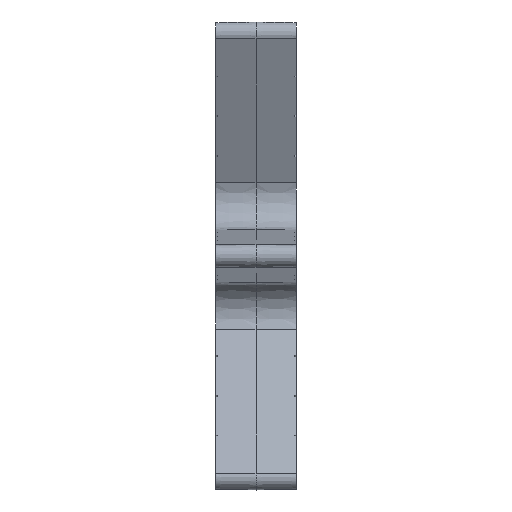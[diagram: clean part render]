
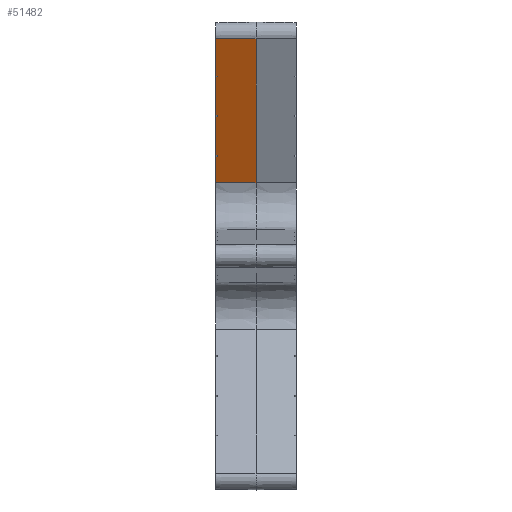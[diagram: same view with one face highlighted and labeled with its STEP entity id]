
A CAD part, front view. The second image highlights one B-rep face of the part: STEP entity #51482.
In plain terms, the highlighted planar face has unit normal (-0.018, -0.909, -0.417).
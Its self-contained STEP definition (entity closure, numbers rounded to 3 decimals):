
#461 = PLANE ( 'NONE',  #13219 ) ;
#812 = EDGE_CURVE ( 'NONE', #11204, #53688, #49422, .T. ) ;
#1051 = EDGE_LOOP ( 'NONE', ( #7217, #39082, #52258, #14859, #33238, #19173, #22411, #46835, #53346, #35498, #54684, #18485, #13203 ) ) ;
#3267 = B_SPLINE_CURVE_WITH_KNOTS ( 'NONE', 3,
 ( #4546, #35960, #18330, #13930 ),
 .UNSPECIFIED., .F., .F.,
 ( 4, 4 ),
 ( 0.004, 0.005 ),
 .UNSPECIFIED. ) ;
#3666 = CARTESIAN_POINT ( 'NONE',  ( -11.906, -30.582, 41.809 ) ) ;
#3842 = CARTESIAN_POINT ( 'NONE',  ( -11.406, -35.766, 53.074 ) ) ;
#4386 = VERTEX_POINT ( 'NONE', #3666 ) ;
#4546 = CARTESIAN_POINT ( 'NONE',  ( -11.906, -35.97, 53.539 ) ) ;
#4604 = CARTESIAN_POINT ( 'NONE',  ( 0., -9.583, -4.402 ) ) ;
#5268 = EDGE_CURVE ( 'NONE', #50483, #4386, #8084, .T. ) ;
#5798 = CARTESIAN_POINT ( 'NONE',  ( -11.906, -40.929, 64.335 ) ) ;
#6093 = VERTEX_POINT ( 'NONE', #9168 ) ;
#6545 = CARTESIAN_POINT ( 'NONE',  ( -11.906, -25.134, 29.951 ) ) ;
#7217 = ORIENTED_EDGE ( 'NONE', *, *, #29797, .F. ) ;
#8084 = LINE ( 'NONE', #35108, #8302 ) ;
#8302 = VECTOR ( 'NONE', #39523, 1000. ) ;
#8654 = VECTOR ( 'NONE', #50980, 1000. ) ;
#8953 = CARTESIAN_POINT ( 'NONE',  ( -11.906, -30.155, 40.881 ) ) ;
#9168 = CARTESIAN_POINT ( 'NONE',  ( 0., -41.118, 64.249 ) ) ;
#10899 = VECTOR ( 'NONE', #37410, 1000. ) ;
#11204 = VERTEX_POINT ( 'NONE', #41086 ) ;
#11609 = VERTEX_POINT ( 'NONE', #25130 ) ;
#11694 = EDGE_CURVE ( 'NONE', #49460, #38650, #43773, .T. ) ;
#11925 = EDGE_CURVE ( 'NONE', #32681, #11609, #19791, .T. ) ;
#11952 = CARTESIAN_POINT ( 'NONE',  ( -11.906, -9.394, -4.315 ) ) ;
#13203 = ORIENTED_EDGE ( 'NONE', *, *, #11925, .T. ) ;
#13219 = AXIS2_PLACEMENT_3D ( 'NONE', #4604, #17536, #22529 ) ;
#13930 = CARTESIAN_POINT ( 'NONE',  ( -11.406, -35.766, 53.074 ) ) ;
#14859 = ORIENTED_EDGE ( 'NONE', *, *, #39671, .T. ) ;
#15654 = CARTESIAN_POINT ( 'NONE',  ( -11.406, -24.925, 29.474 ) ) ;
#17536 = DIRECTION ( 'NONE',  ( -0.017, -0.909, -0.417 ) ) ;
#18110 = CARTESIAN_POINT ( 'NONE',  ( -11.573, -35.693, 52.922 ) ) ;
#18330 = CARTESIAN_POINT ( 'NONE',  ( -11.573, -35.834, 53.229 ) ) ;
#18485 = ORIENTED_EDGE ( 'NONE', *, *, #26371, .T. ) ;
#18650 = DIRECTION ( 'NONE',  ( -1., 0.016, 0.007 ) ) ;
#18928 = CARTESIAN_POINT ( 'NONE',  ( -11.906, -9.394, -4.315 ) ) ;
#19173 = ORIENTED_EDGE ( 'NONE', *, *, #55217, .T. ) ;
#19440 = CARTESIAN_POINT ( 'NONE',  ( -11.573, -24.85, 29.319 ) ) ;
#19791 = LINE ( 'NONE', #18928, #10899 ) ;
#20682 = CARTESIAN_POINT ( 'NONE',  ( -11.906, -30.582, 41.809 ) ) ;
#22411 = ORIENTED_EDGE ( 'NONE', *, *, #5268, .T. ) ;
#22529 = DIRECTION ( 'NONE',  ( 0., 0.417, -0.909 ) ) ;
#22817 = FACE_OUTER_BOUND ( 'NONE', #1051, .T. ) ;
#24465 = CARTESIAN_POINT ( 'NONE',  ( -11.74, -25.065, 29.792 ) ) ;
#25130 = CARTESIAN_POINT ( 'NONE',  ( -11.906, -21.389, 21.797 ) ) ;
#25482 = CARTESIAN_POINT ( 'NONE',  ( -11.906, -24.701, 29.008 ) ) ;
#25484 = EDGE_CURVE ( 'NONE', #6093, #50225, #43127, .T. ) ;
#26371 = EDGE_CURVE ( 'NONE', #53688, #32681, #42987, .T. ) ;
#27684 = DIRECTION ( 'NONE',  ( 0., -0.417, 0.909 ) ) ;
#27782 = CARTESIAN_POINT ( 'NONE',  ( -11.74, -35.62, 52.77 ) ) ;
#28063 = CARTESIAN_POINT ( 'NONE',  ( -11.406, -35.766, 53.074 ) ) ;
#28910 = EDGE_CURVE ( 'NONE', #39259, #6093, #40608, .T. ) ;
#29797 = EDGE_CURVE ( 'NONE', #39259, #11609, #32450, .T. ) ;
#29861 = DIRECTION ( 'NONE',  ( 0., 0.417, -0.909 ) ) ;
#29918 = DIRECTION ( 'NONE',  ( -1., 0.016, 0.007 ) ) ;
#30322 = CARTESIAN_POINT ( 'NONE',  ( -11.906, -30.155, 40.881 ) ) ;
#30725 = CARTESIAN_POINT ( 'NONE',  ( -11.74, -30.229, 41.034 ) ) ;
#30759 = CARTESIAN_POINT ( 'NONE',  ( -11.906, -35.547, 52.618 ) ) ;
#32450 = LINE ( 'NONE', #41536, #33531 ) ;
#32681 = VERTEX_POINT ( 'NONE', #25482 ) ;
#33238 = ORIENTED_EDGE ( 'NONE', *, *, #39895, .T. ) ;
#33318 = VERTEX_POINT ( 'NONE', #3842 ) ;
#33531 = VECTOR ( 'NONE', #18650, 1000. ) ;
#35108 = CARTESIAN_POINT ( 'NONE',  ( -11.906, -9.394, -4.315 ) ) ;
#35498 = ORIENTED_EDGE ( 'NONE', *, *, #38403, .T. ) ;
#35960 = CARTESIAN_POINT ( 'NONE',  ( -11.74, -35.902, 53.384 ) ) ;
#36201 = CARTESIAN_POINT ( 'NONE',  ( 0., -9.583, -4.402 ) ) ;
#36493 = CARTESIAN_POINT ( 'NONE',  ( -11.906, -24.701, 29.008 ) ) ;
#37410 = DIRECTION ( 'NONE',  ( 0., 0.417, -0.909 ) ) ;
#37465 = LINE ( 'NONE', #42725, #8654 ) ;
#37964 = CARTESIAN_POINT ( 'NONE',  ( -11.573, -24.995, 29.633 ) ) ;
#38296 = CARTESIAN_POINT ( 'NONE',  ( -11.74, -30.513, 41.653 ) ) ;
#38403 = EDGE_CURVE ( 'NONE', #38650, #11204, #52190, .T. ) ;
#38650 = VERTEX_POINT ( 'NONE', #30322 ) ;
#38922 = VECTOR ( 'NONE', #29861, 1000. ) ;
#39082 = ORIENTED_EDGE ( 'NONE', *, *, #28910, .T. ) ;
#39259 = VERTEX_POINT ( 'NONE', #45764 ) ;
#39523 = DIRECTION ( 'NONE',  ( 0., 0.417, -0.909 ) ) ;
#39671 = EDGE_CURVE ( 'NONE', #50225, #54393, #37465, .T. ) ;
#39895 = EDGE_CURVE ( 'NONE', #54393, #33318, #3267, .T. ) ;
#40064 = CARTESIAN_POINT ( 'NONE',  ( -11.406, -30.376, 41.34 ) ) ;
#40608 = LINE ( 'NONE', #36201, #45676 ) ;
#41086 = CARTESIAN_POINT ( 'NONE',  ( -11.906, -25.134, 29.951 ) ) ;
#41536 = CARTESIAN_POINT ( 'NONE',  ( 0., -21.578, 21.711 ) ) ;
#41898 = B_SPLINE_CURVE_WITH_KNOTS ( 'NONE', 3,
 ( #28063, #18110, #27782, #50106 ),
 .UNSPECIFIED., .F., .F.,
 ( 4, 4 ),
 ( 0.005, 0.005 ),
 .UNSPECIFIED. ) ;
#42725 = CARTESIAN_POINT ( 'NONE',  ( -11.906, -9.394, -4.315 ) ) ;
#42830 = CARTESIAN_POINT ( 'NONE',  ( 0., -41.118, 64.249 ) ) ;
#42987 = B_SPLINE_CURVE_WITH_KNOTS ( 'NONE', 3,
 ( #45314, #19440, #55280, #36493 ),
 .UNSPECIFIED., .F., .F.,
 ( 4, 4 ),
 ( 0.005, 0.005 ),
 .UNSPECIFIED. ) ;
#43014 = B_SPLINE_CURVE_WITH_KNOTS ( 'NONE', 3,
 ( #20682, #38296, #54844, #47109 ),
 .UNSPECIFIED., .F., .F.,
 ( 4, 4 ),
 ( 0.005, 0.005 ),
 .UNSPECIFIED. ) ;
#43127 = LINE ( 'NONE', #42830, #51609 ) ;
#43773 = B_SPLINE_CURVE_WITH_KNOTS ( 'NONE', 3,
 ( #48638, #53625, #30725, #8953 ),
 .UNSPECIFIED., .F., .F.,
 ( 4, 4 ),
 ( 0.005, 0.005 ),
 .UNSPECIFIED. ) ;
#45314 = CARTESIAN_POINT ( 'NONE',  ( -11.406, -24.925, 29.474 ) ) ;
#45676 = VECTOR ( 'NONE', #27684, 1000. ) ;
#45764 = CARTESIAN_POINT ( 'NONE',  ( 0., -21.578, 21.711 ) ) ;
#46339 = EDGE_CURVE ( 'NONE', #4386, #49460, #43014, .T. ) ;
#46835 = ORIENTED_EDGE ( 'NONE', *, *, #46339, .T. ) ;
#47109 = CARTESIAN_POINT ( 'NONE',  ( -11.406, -30.376, 41.34 ) ) ;
#48638 = CARTESIAN_POINT ( 'NONE',  ( -11.406, -30.376, 41.34 ) ) ;
#49422 = B_SPLINE_CURVE_WITH_KNOTS ( 'NONE', 3,
 ( #6545, #24465, #37964, #15654 ),
 .UNSPECIFIED., .F., .F.,
 ( 4, 4 ),
 ( 0.005, 0.005 ),
 .UNSPECIFIED. ) ;
#49460 = VERTEX_POINT ( 'NONE', #40064 ) ;
#50106 = CARTESIAN_POINT ( 'NONE',  ( -11.906, -35.547, 52.618 ) ) ;
#50225 = VERTEX_POINT ( 'NONE', #5798 ) ;
#50483 = VERTEX_POINT ( 'NONE', #30759 ) ;
#50980 = DIRECTION ( 'NONE',  ( 0., 0.417, -0.909 ) ) ;
#51482 = ADVANCED_FACE ( 'NONE', ( #22817 ), #461, .T. ) ;
#51609 = VECTOR ( 'NONE', #29918, 1000. ) ;
#52190 = LINE ( 'NONE', #11952, #38922 ) ;
#52258 = ORIENTED_EDGE ( 'NONE', *, *, #25484, .T. ) ;
#53346 = ORIENTED_EDGE ( 'NONE', *, *, #11694, .T. ) ;
#53625 = CARTESIAN_POINT ( 'NONE',  ( -11.573, -30.302, 41.187 ) ) ;
#53688 = VERTEX_POINT ( 'NONE', #57819 ) ;
#54393 = VERTEX_POINT ( 'NONE', #55512 ) ;
#54684 = ORIENTED_EDGE ( 'NONE', *, *, #812, .T. ) ;
#54844 = CARTESIAN_POINT ( 'NONE',  ( -11.573, -30.444, 41.497 ) ) ;
#55217 = EDGE_CURVE ( 'NONE', #33318, #50483, #41898, .T. ) ;
#55280 = CARTESIAN_POINT ( 'NONE',  ( -11.74, -24.776, 29.163 ) ) ;
#55512 = CARTESIAN_POINT ( 'NONE',  ( -11.906, -35.97, 53.539 ) ) ;
#57819 = CARTESIAN_POINT ( 'NONE',  ( -11.406, -24.925, 29.474 ) ) ;
